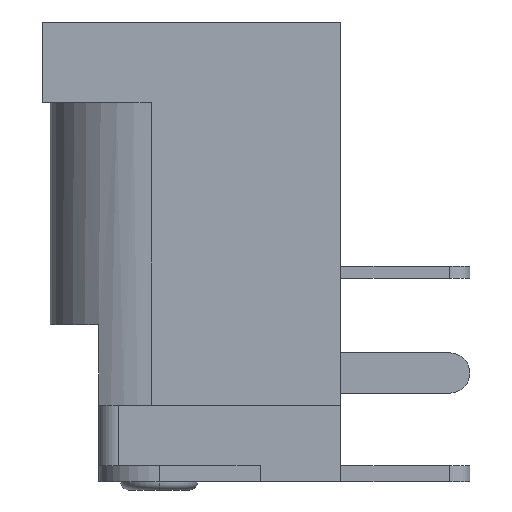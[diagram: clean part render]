
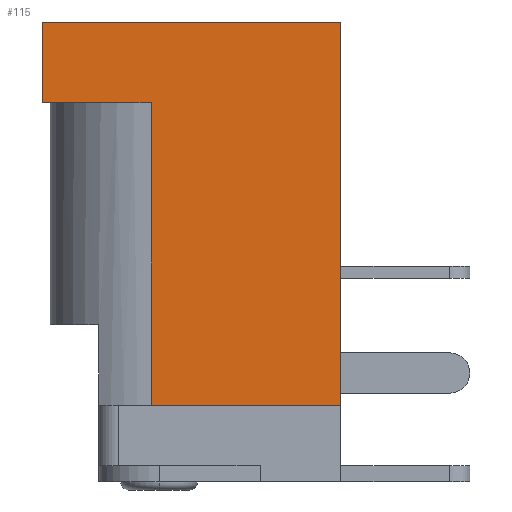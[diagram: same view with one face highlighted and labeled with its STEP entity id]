
A CAD part, left-side view. The second image highlights one B-rep face of the part: STEP entity #115.
In plain terms, the highlighted planar face has unit normal (-1, 0, 0).
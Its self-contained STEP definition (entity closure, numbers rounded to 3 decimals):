
#115=ADVANCED_FACE('NONE',(#284),#285,.T.);
#284=FACE_OUTER_BOUND('',#513,.T.);
#285=PLANE('',#514);
#513=EDGE_LOOP('',(#752,#753,#754,#755,#756,#757));
#514=AXIS2_PLACEMENT_3D('',#758,#759,#760);
#752=ORIENTED_EDGE('',*,*,#1318,.T.);
#753=ORIENTED_EDGE('',*,*,#1319,.T.);
#754=ORIENTED_EDGE('',*,*,#1320,.T.);
#755=ORIENTED_EDGE('',*,*,#1321,.F.);
#756=ORIENTED_EDGE('',*,*,#1309,.F.);
#757=ORIENTED_EDGE('',*,*,#1322,.F.);
#758=CARTESIAN_POINT('',(-2.5,0.0,-9.5));
#759=DIRECTION('',(-1.0,0.0,0.0));
#760=DIRECTION('',(0.0,0.0,1.0));
#1309=EDGE_CURVE('NONE',#1551,#1553,#1554,.T.);
#1318=EDGE_CURVE('NONE',#1567,#1568,#1569,.T.);
#1319=EDGE_CURVE('NONE',#1568,#1570,#1571,.T.);
#1320=EDGE_CURVE('NONE',#1570,#1572,#1573,.T.);
#1321=EDGE_CURVE('NONE',#1553,#1572,#1574,.T.);
#1322=EDGE_CURVE('NONE',#1567,#1551,#1575,.T.);
#1551=VERTEX_POINT('NONE',#1894);
#1553=VERTEX_POINT('NONE',#1897);
#1554=LINE('',#1898,#1899);
#1567=VERTEX_POINT('NONE',#1918);
#1568=VERTEX_POINT('NONE',#1919);
#1569=LINE('',#1920,#1921);
#1570=VERTEX_POINT('NONE',#1922);
#1571=LINE('',#1923,#1924);
#1572=VERTEX_POINT('NONE',#1925);
#1573=LINE('',#1926,#1927);
#1574=LINE('',#1928,#1929);
#1575=LINE('',#1930,#1931);
#1894=CARTESIAN_POINT('',(-2.5,7.4,-2.0));
#1897=CARTESIAN_POINT('',(-2.5,7.4,0.0));
#1898=CARTESIAN_POINT('',(-2.5,7.4,-9.5));
#1899=VECTOR('',#2341,1000.0);
#1918=CARTESIAN_POINT('',(-2.5,4.7,-2.0));
#1919=CARTESIAN_POINT('',(-2.5,4.7,-9.5));
#1920=CARTESIAN_POINT('',(-2.5,4.7,-2.0));
#1921=VECTOR('',#2348,1000.0);
#1922=CARTESIAN_POINT('',(-2.5,0.0,-9.5));
#1923=CARTESIAN_POINT('',(-2.5,0.0,-9.5));
#1924=VECTOR('',#2349,1000.0);
#1925=CARTESIAN_POINT('',(-2.5,0.0,0.0));
#1926=CARTESIAN_POINT('',(-2.5,0.0,-9.5));
#1927=VECTOR('',#2350,1000.0);
#1928=CARTESIAN_POINT('',(-2.5,0.0,0.0));
#1929=VECTOR('',#2351,1000.0);
#1930=CARTESIAN_POINT('',(-2.5,7.4,-2.0));
#1931=VECTOR('',#2352,1000.0);
#2341=DIRECTION('',(0.0,0.0,1.0));
#2348=DIRECTION('',(-0.0,-0.0,-1.0));
#2349=DIRECTION('',(-0.0,-1.0,-0.0));
#2350=DIRECTION('',(0.0,0.0,1.0));
#2351=DIRECTION('',(-0.0,-1.0,-0.0));
#2352=DIRECTION('',(0.,1.0,-0.0));
